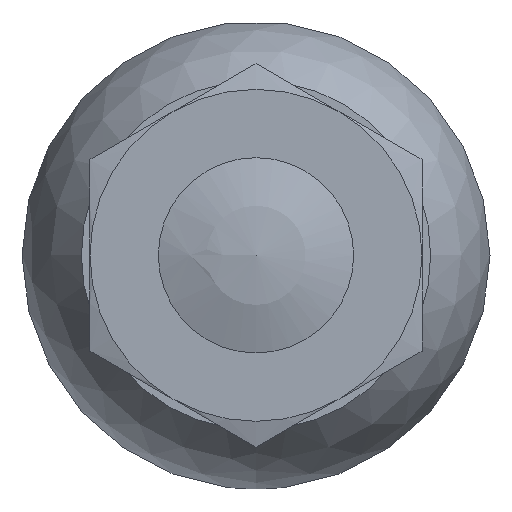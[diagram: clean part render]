
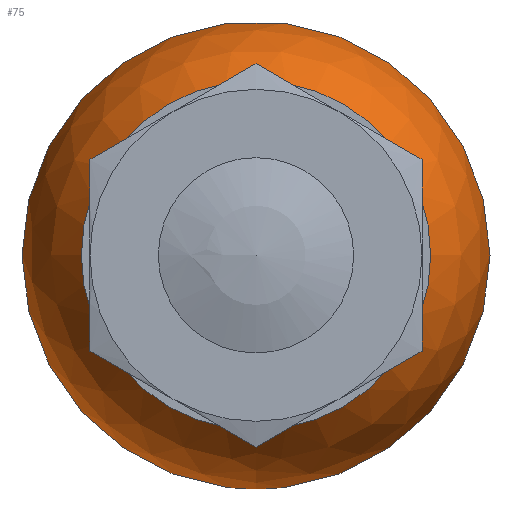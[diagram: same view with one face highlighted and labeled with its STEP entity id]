
A CAD part, left-side view. The second image highlights one B-rep face of the part: STEP entity #75.
In plain terms, the highlighted spherical face has radius 12 mm.
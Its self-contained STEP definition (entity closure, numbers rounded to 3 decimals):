
#75 = ADVANCED_FACE( '', ( #178, #179 ), #180, .T. );
#178 = FACE_OUTER_BOUND( '', #319, .T. );
#179 = FACE_OUTER_BOUND( '', #320, .T. );
#180 = SPHERICAL_SURFACE( '', #321, 12. );
#319 = EDGE_LOOP( '', ( #481 ) );
#320 = EDGE_LOOP( '', ( #482 ) );
#321 = AXIS2_PLACEMENT_3D( '', #483, #484, #485 );
#481 = ORIENTED_EDGE( '', *, *, #756, .T. );
#482 = ORIENTED_EDGE( '', *, *, #757, .F. );
#483 = CARTESIAN_POINT( '', ( 0., 0., 0. ) );
#484 = DIRECTION( '', ( 1., 0., 0. ) );
#485 = DIRECTION( '', ( 0., 1., 0. ) );
#756 = EDGE_CURVE( '', #886, #886, #887, .T. );
#757 = EDGE_CURVE( '', #888, #888, #889, .T. );
#886 = VERTEX_POINT( '', #1080 );
#887 = CIRCLE( '', #1081, 8.944 );
#888 = VERTEX_POINT( '', #1082 );
#889 = CIRCLE( '', #1083, 8. );
#1080 = CARTESIAN_POINT( '', ( -8., 0., -8.944 ) );
#1081 = AXIS2_PLACEMENT_3D( '', #1258, #1259, #1260 );
#1082 = CARTESIAN_POINT( '', ( 8.944, 0., -8. ) );
#1083 = AXIS2_PLACEMENT_3D( '', #1261, #1262, #1263 );
#1258 = CARTESIAN_POINT( '', ( -8., 0., 0. ) );
#1259 = DIRECTION( '', ( 1., 0., 0. ) );
#1260 = DIRECTION( '', ( 0., 0., -1. ) );
#1261 = CARTESIAN_POINT( '', ( 8.944, 0., 0. ) );
#1262 = DIRECTION( '', ( 1., 0., 0. ) );
#1263 = DIRECTION( '', ( 0., 0., -1. ) );
